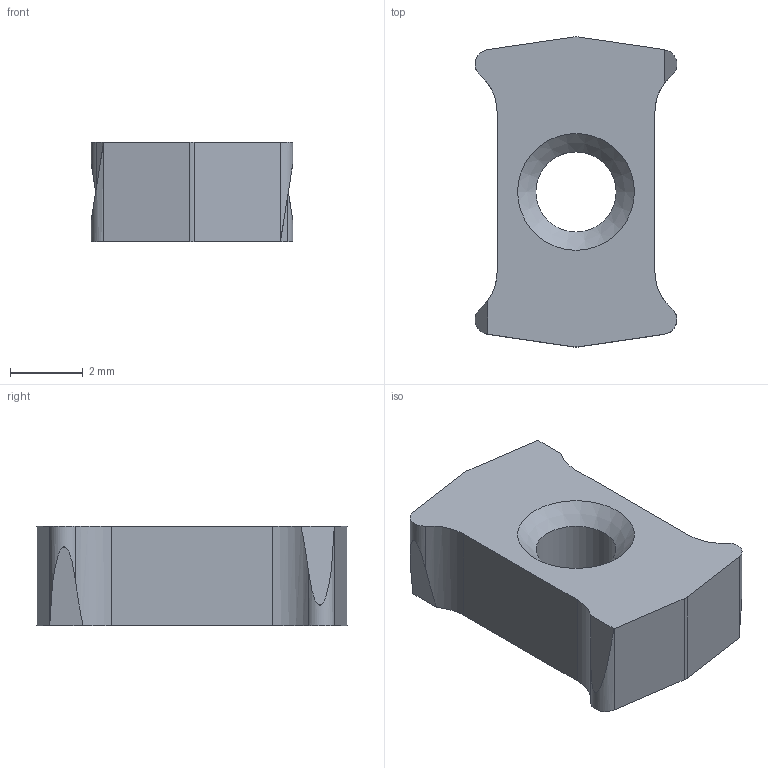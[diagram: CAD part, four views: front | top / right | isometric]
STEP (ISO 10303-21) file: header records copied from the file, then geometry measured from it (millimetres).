
FILE_DESCRIPTION(/* description */ (''),/* implementation_level */ '2;1');
FILE_NAME(/* name */ 'aaa333797_a.stp',/* time_stamp */ '2020-02-03T12:25:24+01:00',/* author */ (''),/* organization */ ('SMS'),/* preprocessor_version */ 'ST-DEVELOPER v16.7',/* originating_system */ 'SIEMENS PLM Software NX 12.0',/* authorisation */ '');
FILE_SCHEMA (('AUTOMOTIVE_DESIGN { 1 0 10303 214 3 1 1 1 }'));
Length unit declared in the file: millimetre
Products named in the file (1): AAA333797_A
Bounding box: 5.53 x 8.5 x 2.73 mm (x, y, z)
Volume: 89.2 mm3; surface area: 154.1 mm2
Topology: 1 solids, 1 shells, 25 faces, 89 edges, 94 vertices
Faces by surface type: plane 12, cylinder 11, cone 2
Full cylindrical faces by diameter (mm): 2.2 x1
Entity records: 1134 total; most frequent: CARTESIAN_POINT 239, DIRECTION 179, ORIENTED_EDGE 120, AXIS2_PLACEMENT_3D 66, EDGE_CURVE 60, LINE 47, VECTOR 47, VERTEX_POINT 40
